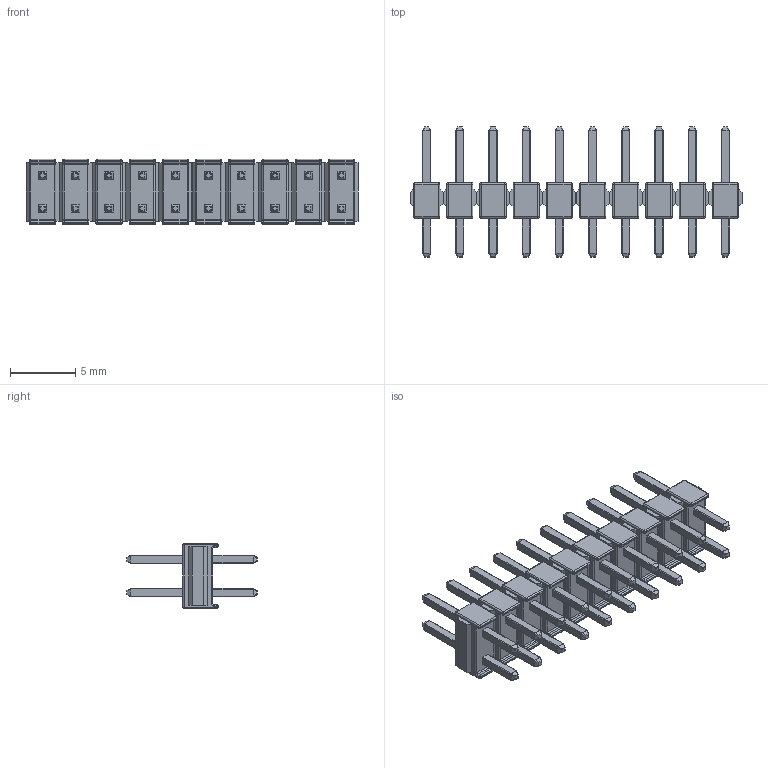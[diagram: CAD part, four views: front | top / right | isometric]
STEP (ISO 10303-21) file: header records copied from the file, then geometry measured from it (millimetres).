
FILE_DESCRIPTION (( 'STEP AP214' ), '1' );
FILE_NAME ('XG8T-2031.STEP', '2018-06-07T16:47:08', ( '' ), ( '' ), 'SwSTEP 2.0', 'SolidWorks 2014', '' );
FILE_SCHEMA (( 'AUTOMOTIVE_DESIGN' ));
Length unit declared in the file: millimetre
Products named in the file (2): 4,30mm Gold Contact two row format; XG8T-2031
Assembly tree (10 placements, depth 2):
  XG8T-2031
    4,30mm Gold Contact two row format  x10
Bounding box: 25.4 x 10 x 5 mm (x, y, z)
Volume: 447.4 mm3; surface area: 1329.5 mm2
Topology: 60 solids, 60 shells, 1800 faces, 4080 edges, 2120 vertices
Faces by surface type: cylinder 800, plane 600, sphere 360, torus 40
Entity records: 5543 total; most frequent: DIRECTION 890, CARTESIAN_POINT 857, ORIENTED_EDGE 760, EDGE_CURVE 380, AXIS2_PLACEMENT_3D 341, VERTEX_POINT 212, LINE 208, VECTOR 208
